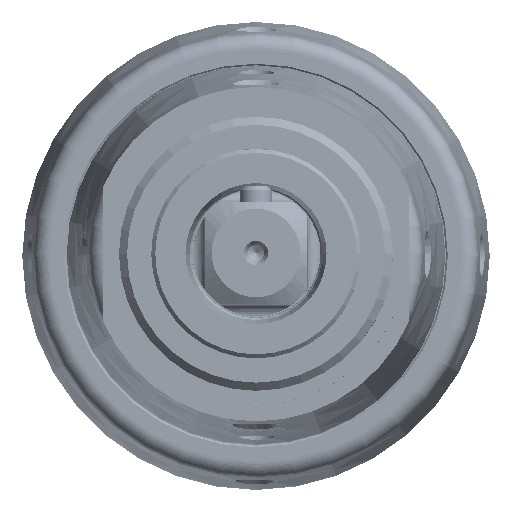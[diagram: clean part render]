
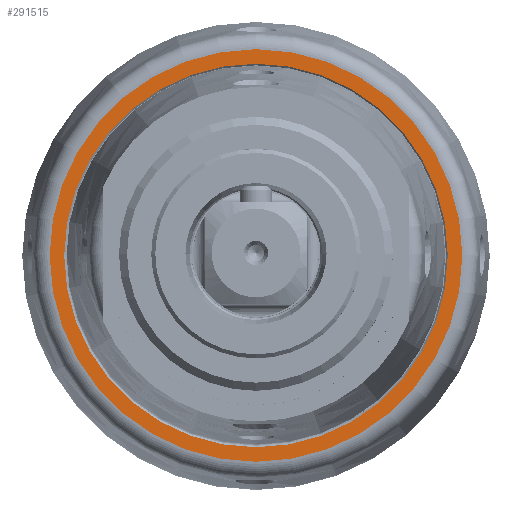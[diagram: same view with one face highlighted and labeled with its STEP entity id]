
A CAD part, top view. The second image highlights one B-rep face of the part: STEP entity #291515.
In plain terms, the highlighted planar face has unit normal (0, 0, 1).
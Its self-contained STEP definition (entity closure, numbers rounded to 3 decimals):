
#290098=CARTESIAN_POINT('',(0.,0.,60.));
#290099=DIRECTION('',(0.,0.,1.));
#290100=DIRECTION('',(0.,1.,0.));
#290101=AXIS2_PLACEMENT_3D('',#290098,#290099,#290100);
#290106=CARTESIAN_POINT('',(0.,0.,60.));
#290107=DIRECTION('',(0.,0.,-1.));
#290108=DIRECTION('',(0.,1.,0.));
#290109=AXIS2_PLACEMENT_3D('',#290106,#290107,#290108);
#290114=CARTESIAN_POINT('',(0.,0.,60.));
#290115=DIRECTION('',(0.,0.,1.));
#290116=DIRECTION('',(0.,-1.,0.));
#290117=AXIS2_PLACEMENT_3D('',#290114,#290115,#290116);
#290122=CARTESIAN_POINT('',(0.,0.,
60.));
#290123=DIRECTION('',(0.,0.,1.));
#290124=DIRECTION('',(0.,1.,0.));
#290125=AXIS2_PLACEMENT_3D('',#290122,#290123,#290124);
#290601=CARTESIAN_POINT('',(0.,25.6,60.));
#290603=VERTEX_POINT('',#290601);
#290605=CARTESIAN_POINT('',(0.,-25.6,60.));
#290607=VERTEX_POINT('',#290605);
#290718=CARTESIAN_POINT('',(0.,-23.8,60.));
#290719=CARTESIAN_POINT('',(0.,23.8,60.));
#290720=VERTEX_POINT('',#290718);
#290721=VERTEX_POINT('',#290719);
#291500=CARTESIAN_POINT('',(0.,0.,60.));
#291501=DIRECTION('',(0.,0.,-1.));
#291502=DIRECTION('',(0.,-1.,0.));
#291503=AXIS2_PLACEMENT_3D('',#291500,#291501,#291502);
#291504=PLANE('',#291503);
#291505=ORIENTED_EDGE('',*,*,#291455,.F.);
#291506=ORIENTED_EDGE('',*,*,#291483,.T.);
#291507=EDGE_LOOP('',(#291505,#291506));
#291508=FACE_OUTER_BOUND('',#291507,.F.);
#291510=ORIENTED_EDGE('',*,*,#291509,.T.);
#291512=ORIENTED_EDGE('',*,*,#291511,.T.);
#291513=EDGE_LOOP('',(#291510,#291512));
#291514=FACE_BOUND('',#291513,.F.);
#291515=ADVANCED_FACE('',(#291508,#291514),#291504,.F.);
#290102=CIRCLE('',#290101,25.6);
#290110=CIRCLE('',#290109,25.6);
#290118=CIRCLE('',#290117,23.8);
#290126=CIRCLE('',#290125,23.8);
#291455=EDGE_CURVE('',#290603,#290607,#290102,.T.);
#291483=EDGE_CURVE('',#290603,#290607,#290110,.T.);
#291509=EDGE_CURVE('',#290720,#290721,#290118,.T.);
#291511=EDGE_CURVE('',#290721,#290720,#290126,.T.);
